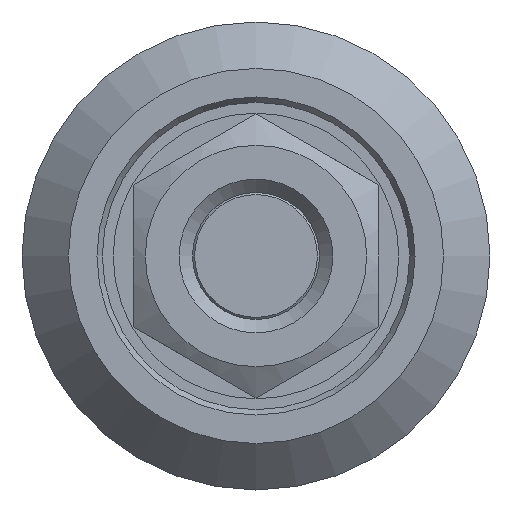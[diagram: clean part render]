
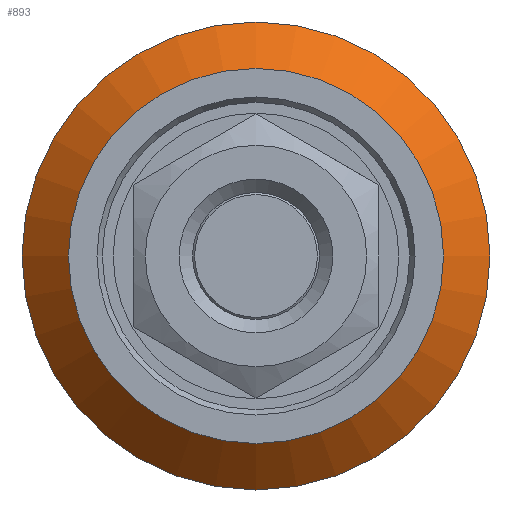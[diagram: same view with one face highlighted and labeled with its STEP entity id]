
A CAD part, front view. The second image highlights one B-rep face of the part: STEP entity #893.
In plain terms, the highlighted conical face has half-angle 45 degrees and reference radius 6.86 mm.
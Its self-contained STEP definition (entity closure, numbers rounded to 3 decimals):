
#141=CONICAL_SURFACE('',#1118,6.86,0.785);
#152=FACE_OUTER_BOUND('',#212,.T.);
#212=EDGE_LOOP('',(#637,#638,#639,#640));
#290=LINE('',#1547,#335);
#335=VECTOR('',#1254,6.86);
#379=CIRCLE('',#1116,7.615);
#381=CIRCLE('',#1119,6.105);
#431=VERTEX_POINT('',#1539);
#433=VERTEX_POINT('',#1545);
#512=EDGE_CURVE('',#431,#431,#379,.T.);
#515=EDGE_CURVE('',#433,#433,#381,.T.);
#516=EDGE_CURVE('',#433,#431,#290,.T.);
#637=ORIENTED_EDGE('',*,*,#515,.F.);
#638=ORIENTED_EDGE('',*,*,#516,.T.);
#639=ORIENTED_EDGE('',*,*,#512,.T.);
#640=ORIENTED_EDGE('',*,*,#516,.F.);
#893=ADVANCED_FACE('',(#152),#141,.T.);
#1116=AXIS2_PLACEMENT_3D('',#1540,#1245,#1246);
#1118=AXIS2_PLACEMENT_3D('',#1544,#1250,#1251);
#1119=AXIS2_PLACEMENT_3D('',#1546,#1252,#1253);
#1245=DIRECTION('center_axis',(1.,0.,0.));
#1246=DIRECTION('ref_axis',(0.,0.,-1.));
#1250=DIRECTION('center_axis',(-1.,0.,0.));
#1251=DIRECTION('ref_axis',(0.,1.,0.));
#1252=DIRECTION('center_axis',(1.,0.,0.));
#1253=DIRECTION('ref_axis',(0.,0.,-1.));
#1254=DIRECTION('',(-0.707,-0.707,0.));
#1539=CARTESIAN_POINT('',(2.89,-7.615,0.));
#1540=CARTESIAN_POINT('Origin',(2.89,0.,0.));
#1544=CARTESIAN_POINT('Origin',(3.645,0.,0.));
#1545=CARTESIAN_POINT('',(4.4,-6.105,0.));
#1546=CARTESIAN_POINT('Origin',(4.4,0.,0.));
#1547=CARTESIAN_POINT('',(3.645,-6.86,0.));
